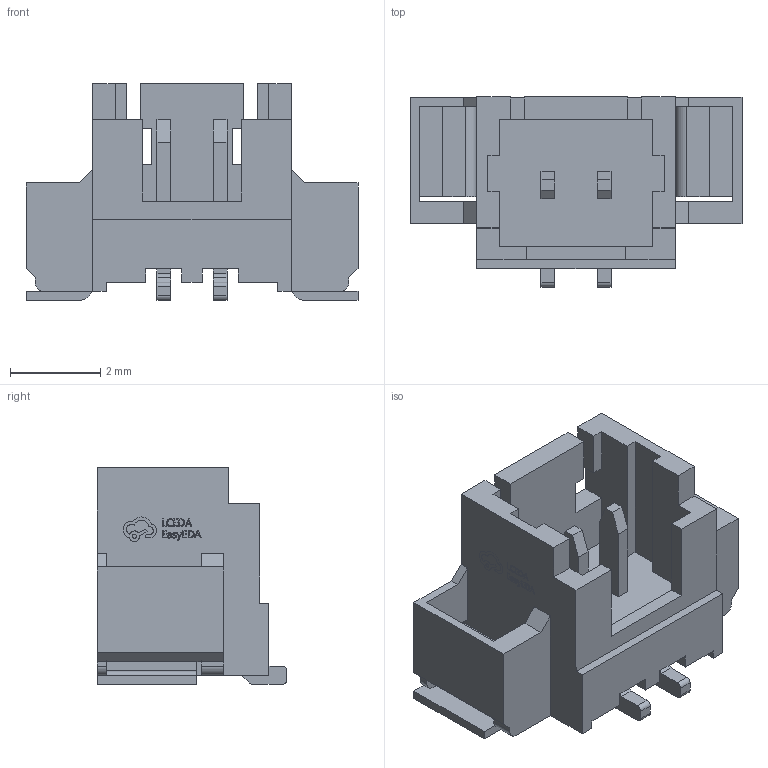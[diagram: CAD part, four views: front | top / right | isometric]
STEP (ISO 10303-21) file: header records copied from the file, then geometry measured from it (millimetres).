
FILE_DESCRIPTION (( 'STEP AP214' ), '1' );
FILE_NAME ('CONN-SMD_2P-P1.25-MX1.25-2P-LT.step', '2022-07-29T12:33:44', ( '' ), ( '' ), 'SwSTEP 2.0', 'SolidWorks 2020', '' );
FILE_SCHEMA (( 'AUTOMOTIVE_DESIGN' ));
Length unit declared in the file: millimetre
Products named in the file (1): CONN-SMD_2P-P1.25-MX1.25-2P-LT
Bounding box: 7.35 x 4.2 x 4.8 mm (x, y, z)
Volume: 47.1 mm3; surface area: 237.4 mm2
Topology: 16 solids, 16 shells, 459 faces, 1271 edges, 846 vertices
Faces by surface type: plane 321, bspline 112, cylinder 26
Entity records: 20461 total; most frequent: CARTESIAN_POINT 4359, ORIENTED_EDGE 2542, DIRECTION 1753, EDGE_CURVE 1271, LINE 953, VECTOR 953, VERTEX_POINT 846, EDGE_LOOP 477
